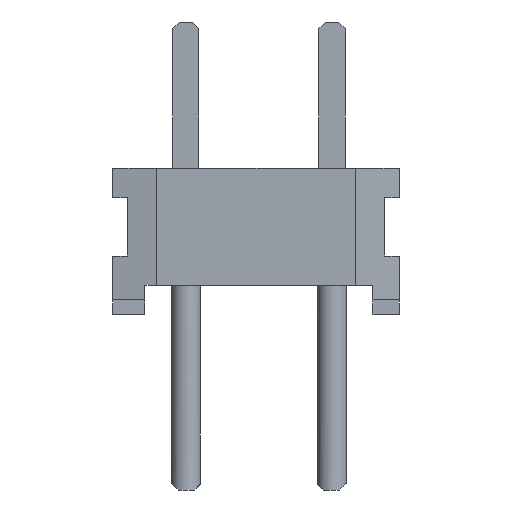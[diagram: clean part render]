
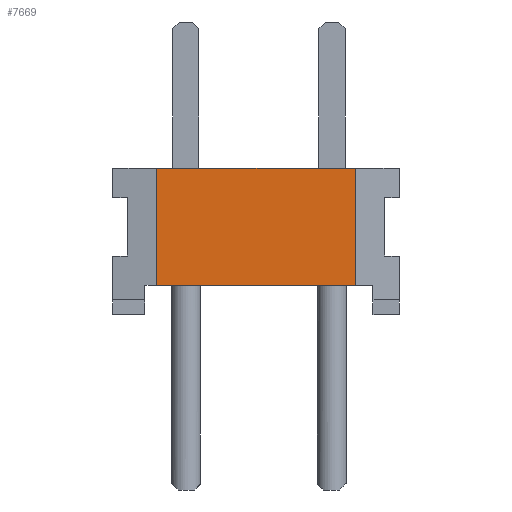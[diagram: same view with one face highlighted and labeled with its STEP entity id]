
A CAD part, left-side view. The second image highlights one B-rep face of the part: STEP entity #7669.
In plain terms, the highlighted planar face has unit normal (-1, 0, 0).
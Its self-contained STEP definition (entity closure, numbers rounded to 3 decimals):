
#7669 = ADVANCED_FACE('',(#7670),#7704,.F.);
#7670 = FACE_BOUND('',#7671,.T.);
#7671 = EDGE_LOOP('',(#7672,#7682,#7690,#7698));
#7672 = ORIENTED_EDGE('',*,*,#7673,.F.);
#7673 = EDGE_CURVE('',#7674,#7676,#7678,.T.);
#7674 = VERTEX_POINT('',#7675);
#7675 = CARTESIAN_POINT('',(-8.89,1.778,2.54));
#7676 = VERTEX_POINT('',#7677);
#7677 = CARTESIAN_POINT('',(-8.89,-1.676,2.54));
#7678 = LINE('',#7679,#7680);
#7679 = CARTESIAN_POINT('',(-8.89,2.54,2.54));
#7680 = VECTOR('',#7681,1.);
#7681 = DIRECTION('',(0.,-1.,0.));
#7682 = ORIENTED_EDGE('',*,*,#7683,.T.);
#7683 = EDGE_CURVE('',#7674,#7684,#7686,.T.);
#7684 = VERTEX_POINT('',#7685);
#7685 = CARTESIAN_POINT('',(-8.89,1.778,0.508));
#7686 = LINE('',#7687,#7688);
#7687 = CARTESIAN_POINT('',(-8.89,1.778,2.54));
#7688 = VECTOR('',#7689,1.);
#7689 = DIRECTION('',(0.,0.,-1.));
#7690 = ORIENTED_EDGE('',*,*,#7691,.T.);
#7691 = EDGE_CURVE('',#7684,#7692,#7694,.T.);
#7692 = VERTEX_POINT('',#7693);
#7693 = CARTESIAN_POINT('',(-8.89,-1.676,0.508));
#7694 = LINE('',#7695,#7696);
#7695 = CARTESIAN_POINT('',(-8.89,1.981,0.508));
#7696 = VECTOR('',#7697,1.);
#7697 = DIRECTION('',(0.,-1.,0.));
#7698 = ORIENTED_EDGE('',*,*,#7699,.T.);
#7699 = EDGE_CURVE('',#7692,#7676,#7700,.T.);
#7700 = LINE('',#7701,#7702);
#7701 = CARTESIAN_POINT('',(-8.89,-1.676,2.54));
#7702 = VECTOR('',#7703,1.);
#7703 = DIRECTION('',(0.,0.,1.));
#7704 = PLANE('',#7705);
#7705 = AXIS2_PLACEMENT_3D('',#7706,#7707,#7708);
#7706 = CARTESIAN_POINT('',(-8.89,2.54,2.54));
#7707 = DIRECTION('',(1.,0.,0.));
#7708 = DIRECTION('',(0.,1.,0.));
